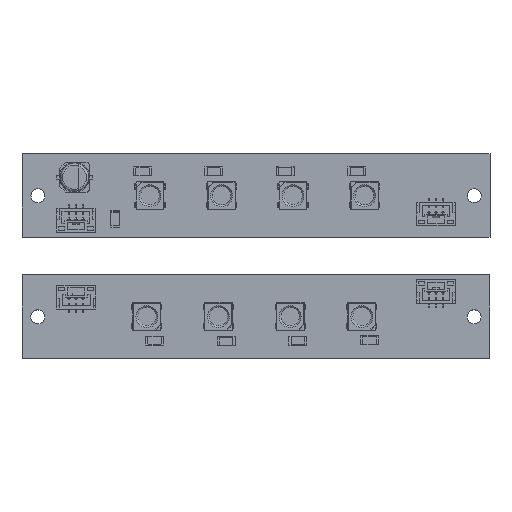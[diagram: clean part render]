
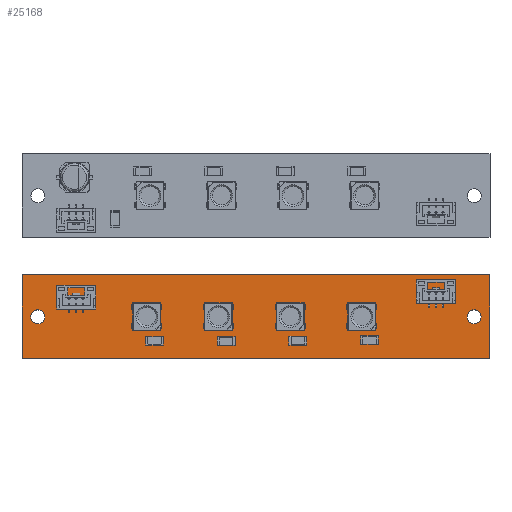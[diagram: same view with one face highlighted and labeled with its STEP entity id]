
A CAD part, top view. The second image highlights one B-rep face of the part: STEP entity #25168.
In plain terms, the highlighted planar face has unit normal (0, 0, 1).
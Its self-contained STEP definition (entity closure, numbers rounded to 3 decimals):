
#24811 = VERTEX_POINT('',#24812);
#24812 = CARTESIAN_POINT('',(41.988,-18.375,1.6));
#24819 = PLANE('',#24820);
#24820 = AXIS2_PLACEMENT_3D('',#24821,#24822,#24823);
#24821 = CARTESIAN_POINT('',(41.988,-18.375,0.));
#24822 = DIRECTION('',(0.,-1.,0.));
#24823 = DIRECTION('',(-1.,0.,0.));
#24831 = PLANE('',#24832);
#24832 = AXIS2_PLACEMENT_3D('',#24833,#24834,#24835);
#24833 = CARTESIAN_POINT('',(41.988,-3.375,0.));
#24834 = DIRECTION('',(1.,0.,-0.));
#24835 = DIRECTION('',(0.,-1.,0.));
#24843 = EDGE_CURVE('',#24811,#24844,#24846,.T.);
#24844 = VERTEX_POINT('',#24845);
#24845 = CARTESIAN_POINT('',(-42.013,-18.375,1.6));
#24846 = SURFACE_CURVE('',#24847,(#24851,#24858),.PCURVE_S1.);
#24847 = LINE('',#24848,#24849);
#24848 = CARTESIAN_POINT('',(41.988,-18.375,1.6));
#24849 = VECTOR('',#24850,1.);
#24850 = DIRECTION('',(-1.,0.,0.));
#24851 = PCURVE('',#24819,#24852);
#24852 = DEFINITIONAL_REPRESENTATION('',(#24853),#24857);
#24853 = LINE('',#24854,#24855);
#24854 = CARTESIAN_POINT('',(0.,-1.6));
#24855 = VECTOR('',#24856,1.);
#24856 = DIRECTION('',(1.,0.));
#24857 = ( GEOMETRIC_REPRESENTATION_CONTEXT(2) 
PARAMETRIC_REPRESENTATION_CONTEXT() REPRESENTATION_CONTEXT('2D SPACE',''
  ) );
#24858 = PCURVE('',#24859,#24864);
#24859 = PLANE('',#24860);
#24860 = AXIS2_PLACEMENT_3D('',#24861,#24862,#24863);
#24861 = CARTESIAN_POINT('',(-0.013,-10.875,1.6));
#24862 = DIRECTION('',(-0.,-0.,-1.));
#24863 = DIRECTION('',(-1.,0.,0.));
#24864 = DEFINITIONAL_REPRESENTATION('',(#24865),#24869);
#24865 = LINE('',#24866,#24867);
#24866 = CARTESIAN_POINT('',(-42.,-7.5));
#24867 = VECTOR('',#24868,1.);
#24868 = DIRECTION('',(1.,0.));
#24869 = ( GEOMETRIC_REPRESENTATION_CONTEXT(2) 
PARAMETRIC_REPRESENTATION_CONTEXT() REPRESENTATION_CONTEXT('2D SPACE',''
  ) );
#24887 = PLANE('',#24888);
#24888 = AXIS2_PLACEMENT_3D('',#24889,#24890,#24891);
#24889 = CARTESIAN_POINT('',(-42.013,-18.375,0.));
#24890 = DIRECTION('',(-1.,0.,0.));
#24891 = DIRECTION('',(0.,1.,0.));
#24931 = VERTEX_POINT('',#24932);
#24932 = CARTESIAN_POINT('',(41.988,-3.375,1.6));
#24946 = PLANE('',#24947);
#24947 = AXIS2_PLACEMENT_3D('',#24948,#24949,#24950);
#24948 = CARTESIAN_POINT('',(-42.013,-3.375,0.));
#24949 = DIRECTION('',(0.,1.,0.));
#24950 = DIRECTION('',(1.,0.,0.));
#24958 = EDGE_CURVE('',#24931,#24811,#24959,.T.);
#24959 = SURFACE_CURVE('',#24960,(#24964,#24971),.PCURVE_S1.);
#24960 = LINE('',#24961,#24962);
#24961 = CARTESIAN_POINT('',(41.988,-3.375,1.6));
#24962 = VECTOR('',#24963,1.);
#24963 = DIRECTION('',(0.,-1.,0.));
#24964 = PCURVE('',#24831,#24965);
#24965 = DEFINITIONAL_REPRESENTATION('',(#24966),#24970);
#24966 = LINE('',#24967,#24968);
#24967 = CARTESIAN_POINT('',(0.,-1.6));
#24968 = VECTOR('',#24969,1.);
#24969 = DIRECTION('',(1.,0.));
#24970 = ( GEOMETRIC_REPRESENTATION_CONTEXT(2) 
PARAMETRIC_REPRESENTATION_CONTEXT() REPRESENTATION_CONTEXT('2D SPACE',''
  ) );
#24971 = PCURVE('',#24859,#24972);
#24972 = DEFINITIONAL_REPRESENTATION('',(#24973),#24977);
#24973 = LINE('',#24974,#24975);
#24974 = CARTESIAN_POINT('',(-42.,7.5));
#24975 = VECTOR('',#24976,1.);
#24976 = DIRECTION('',(0.,-1.));
#24977 = ( GEOMETRIC_REPRESENTATION_CONTEXT(2) 
PARAMETRIC_REPRESENTATION_CONTEXT() REPRESENTATION_CONTEXT('2D SPACE',''
  ) );
#25005 = EDGE_CURVE('',#24844,#25006,#25008,.T.);
#25006 = VERTEX_POINT('',#25007);
#25007 = CARTESIAN_POINT('',(-42.013,-3.375,1.6));
#25008 = SURFACE_CURVE('',#25009,(#25013,#25020),.PCURVE_S1.);
#25009 = LINE('',#25010,#25011);
#25010 = CARTESIAN_POINT('',(-42.013,-18.375,1.6));
#25011 = VECTOR('',#25012,1.);
#25012 = DIRECTION('',(0.,1.,0.));
#25013 = PCURVE('',#24887,#25014);
#25014 = DEFINITIONAL_REPRESENTATION('',(#25015),#25019);
#25015 = LINE('',#25016,#25017);
#25016 = CARTESIAN_POINT('',(0.,-1.6));
#25017 = VECTOR('',#25018,1.);
#25018 = DIRECTION('',(1.,0.));
#25019 = ( GEOMETRIC_REPRESENTATION_CONTEXT(2) 
PARAMETRIC_REPRESENTATION_CONTEXT() REPRESENTATION_CONTEXT('2D SPACE',''
  ) );
#25020 = PCURVE('',#24859,#25021);
#25021 = DEFINITIONAL_REPRESENTATION('',(#25022),#25026);
#25022 = LINE('',#25023,#25024);
#25023 = CARTESIAN_POINT('',(42.,-7.5));
#25024 = VECTOR('',#25025,1.);
#25025 = DIRECTION('',(0.,1.));
#25026 = ( GEOMETRIC_REPRESENTATION_CONTEXT(2) 
PARAMETRIC_REPRESENTATION_CONTEXT() REPRESENTATION_CONTEXT('2D SPACE',''
  ) );
#25122 = CYLINDRICAL_SURFACE('',#25123,1.25);
#25123 = AXIS2_PLACEMENT_3D('',#25124,#25125,#25126);
#25124 = CARTESIAN_POINT('',(39.163,-10.925,-0.01));
#25125 = DIRECTION('',(0.,0.,1.));
#25126 = DIRECTION('',(1.,0.,-0.));
#25157 = CYLINDRICAL_SURFACE('',#25158,1.25);
#25158 = AXIS2_PLACEMENT_3D('',#25159,#25160,#25161);
#25159 = CARTESIAN_POINT('',(-39.188,-10.925,-0.01));
#25160 = DIRECTION('',(0.,0.,1.));
#25161 = DIRECTION('',(1.,0.,-0.));
#25168 = ADVANCED_FACE('',(#25169,#25195,#25225),#24859,.F.);
#25169 = FACE_BOUND('',#25170,.F.);
#25170 = EDGE_LOOP('',(#25171,#25172,#25173,#25194));
#25171 = ORIENTED_EDGE('',*,*,#24843,.T.);
#25172 = ORIENTED_EDGE('',*,*,#25005,.T.);
#25173 = ORIENTED_EDGE('',*,*,#25174,.T.);
#25174 = EDGE_CURVE('',#25006,#24931,#25175,.T.);
#25175 = SURFACE_CURVE('',#25176,(#25180,#25187),.PCURVE_S1.);
#25176 = LINE('',#25177,#25178);
#25177 = CARTESIAN_POINT('',(-42.013,-3.375,1.6));
#25178 = VECTOR('',#25179,1.);
#25179 = DIRECTION('',(1.,0.,0.));
#25180 = PCURVE('',#24859,#25181);
#25181 = DEFINITIONAL_REPRESENTATION('',(#25182),#25186);
#25182 = LINE('',#25183,#25184);
#25183 = CARTESIAN_POINT('',(42.,7.5));
#25184 = VECTOR('',#25185,1.);
#25185 = DIRECTION('',(-1.,0.));
#25186 = ( GEOMETRIC_REPRESENTATION_CONTEXT(2) 
PARAMETRIC_REPRESENTATION_CONTEXT() REPRESENTATION_CONTEXT('2D SPACE',''
  ) );
#25187 = PCURVE('',#24946,#25188);
#25188 = DEFINITIONAL_REPRESENTATION('',(#25189),#25193);
#25189 = LINE('',#25190,#25191);
#25190 = CARTESIAN_POINT('',(0.,-1.6));
#25191 = VECTOR('',#25192,1.);
#25192 = DIRECTION('',(1.,0.));
#25193 = ( GEOMETRIC_REPRESENTATION_CONTEXT(2) 
PARAMETRIC_REPRESENTATION_CONTEXT() REPRESENTATION_CONTEXT('2D SPACE',''
  ) );
#25194 = ORIENTED_EDGE('',*,*,#24958,.T.);
#25195 = FACE_BOUND('',#25196,.F.);
#25196 = EDGE_LOOP('',(#25197));
#25197 = ORIENTED_EDGE('',*,*,#25198,.T.);
#25198 = EDGE_CURVE('',#25199,#25199,#25201,.T.);
#25199 = VERTEX_POINT('',#25200);
#25200 = CARTESIAN_POINT('',(40.413,-10.925,1.6));
#25201 = SURFACE_CURVE('',#25202,(#25207,#25218),.PCURVE_S1.);
#25202 = CIRCLE('',#25203,1.25);
#25203 = AXIS2_PLACEMENT_3D('',#25204,#25205,#25206);
#25204 = CARTESIAN_POINT('',(39.163,-10.925,1.6));
#25205 = DIRECTION('',(0.,0.,1.));
#25206 = DIRECTION('',(1.,0.,-0.));
#25207 = PCURVE('',#24859,#25208);
#25208 = DEFINITIONAL_REPRESENTATION('',(#25209),#25217);
#25209 = ( BOUNDED_CURVE() B_SPLINE_CURVE(2,(#25210,#25211,#25212,#25213
    ,#25214,#25215,#25216),.UNSPECIFIED.,.T.,.F.) 
B_SPLINE_CURVE_WITH_KNOTS((1,2,2,2,2,1),(-2.094,0.,
    2.094,4.189,6.283,8.378),
.UNSPECIFIED.) CURVE() GEOMETRIC_REPRESENTATION_ITEM() 
RATIONAL_B_SPLINE_CURVE((1.,0.5,1.,0.5,1.,0.5,1.)) REPRESENTATION_ITEM(
  '') );
#25210 = CARTESIAN_POINT('',(-40.425,-0.05));
#25211 = CARTESIAN_POINT('',(-40.425,2.115));
#25212 = CARTESIAN_POINT('',(-38.55,1.033));
#25213 = CARTESIAN_POINT('',(-36.675,-0.05));
#25214 = CARTESIAN_POINT('',(-38.55,-1.133));
#25215 = CARTESIAN_POINT('',(-40.425,-2.215));
#25216 = CARTESIAN_POINT('',(-40.425,-0.05));
#25217 = ( GEOMETRIC_REPRESENTATION_CONTEXT(2) 
PARAMETRIC_REPRESENTATION_CONTEXT() REPRESENTATION_CONTEXT('2D SPACE',''
  ) );
#25218 = PCURVE('',#25122,#25219);
#25219 = DEFINITIONAL_REPRESENTATION('',(#25220),#25224);
#25220 = LINE('',#25221,#25222);
#25221 = CARTESIAN_POINT('',(0.,1.61));
#25222 = VECTOR('',#25223,1.);
#25223 = DIRECTION('',(1.,0.));
#25224 = ( GEOMETRIC_REPRESENTATION_CONTEXT(2) 
PARAMETRIC_REPRESENTATION_CONTEXT() REPRESENTATION_CONTEXT('2D SPACE',''
  ) );
#25225 = FACE_BOUND('',#25226,.F.);
#25226 = EDGE_LOOP('',(#25227));
#25227 = ORIENTED_EDGE('',*,*,#25228,.T.);
#25228 = EDGE_CURVE('',#25229,#25229,#25231,.T.);
#25229 = VERTEX_POINT('',#25230);
#25230 = CARTESIAN_POINT('',(-37.938,-10.925,1.6));
#25231 = SURFACE_CURVE('',#25232,(#25237,#25248),.PCURVE_S1.);
#25232 = CIRCLE('',#25233,1.25);
#25233 = AXIS2_PLACEMENT_3D('',#25234,#25235,#25236);
#25234 = CARTESIAN_POINT('',(-39.188,-10.925,1.6));
#25235 = DIRECTION('',(0.,0.,1.));
#25236 = DIRECTION('',(1.,0.,-0.));
#25237 = PCURVE('',#24859,#25238);
#25238 = DEFINITIONAL_REPRESENTATION('',(#25239),#25247);
#25239 = ( BOUNDED_CURVE() B_SPLINE_CURVE(2,(#25240,#25241,#25242,#25243
    ,#25244,#25245,#25246),.UNSPECIFIED.,.T.,.F.) 
B_SPLINE_CURVE_WITH_KNOTS((1,2,2,2,2,1),(-2.094,0.,
    2.094,4.189,6.283,8.378),
.UNSPECIFIED.) CURVE() GEOMETRIC_REPRESENTATION_ITEM() 
RATIONAL_B_SPLINE_CURVE((1.,0.5,1.,0.5,1.,0.5,1.)) REPRESENTATION_ITEM(
  '') );
#25240 = CARTESIAN_POINT('',(37.925,-0.05));
#25241 = CARTESIAN_POINT('',(37.925,2.115));
#25242 = CARTESIAN_POINT('',(39.8,1.033));
#25243 = CARTESIAN_POINT('',(41.675,-0.05));
#25244 = CARTESIAN_POINT('',(39.8,-1.133));
#25245 = CARTESIAN_POINT('',(37.925,-2.215));
#25246 = CARTESIAN_POINT('',(37.925,-0.05));
#25247 = ( GEOMETRIC_REPRESENTATION_CONTEXT(2) 
PARAMETRIC_REPRESENTATION_CONTEXT() REPRESENTATION_CONTEXT('2D SPACE',''
  ) );
#25248 = PCURVE('',#25157,#25249);
#25249 = DEFINITIONAL_REPRESENTATION('',(#25250),#25254);
#25250 = LINE('',#25251,#25252);
#25251 = CARTESIAN_POINT('',(0.,1.61));
#25252 = VECTOR('',#25253,1.);
#25253 = DIRECTION('',(1.,0.));
#25254 = ( GEOMETRIC_REPRESENTATION_CONTEXT(2) 
PARAMETRIC_REPRESENTATION_CONTEXT() REPRESENTATION_CONTEXT('2D SPACE',''
  ) );
